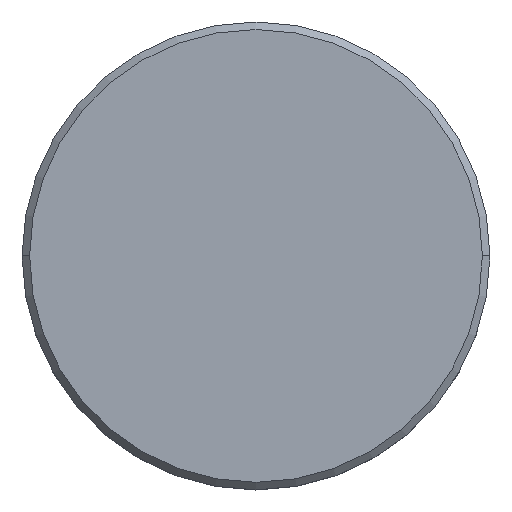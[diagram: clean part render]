
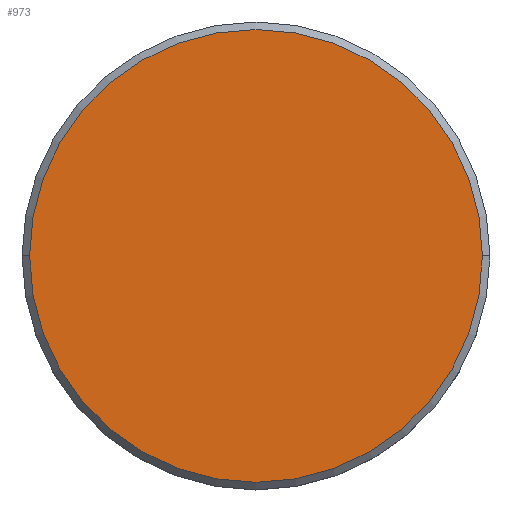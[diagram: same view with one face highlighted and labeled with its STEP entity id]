
A CAD part, top view. The second image highlights one B-rep face of the part: STEP entity #973.
In plain terms, the highlighted planar face has unit normal (0, 0, 1).
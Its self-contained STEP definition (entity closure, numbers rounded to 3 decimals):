
#6 = CARTESIAN_POINT ( 'NONE',  ( 0., 0., 0. ) ) ;
#10 = EDGE_CURVE ( 'NONE', #283, #386, #141, .T. ) ;
#26 = ORIENTED_EDGE ( 'NONE', *, *, #10, .T. ) ;
#141 = CIRCLE ( 'NONE', #938, 15. ) ;
#180 = DIRECTION ( 'NONE',  ( 0., 0., 1. ) ) ;
#219 = EDGE_CURVE ( 'NONE', #386, #283, #917, .T. ) ;
#269 = PLANE ( 'NONE',  #1123 ) ;
#283 = VERTEX_POINT ( 'NONE', #621 ) ;
#331 = DIRECTION ( 'NONE',  ( 1., 0., 0. ) ) ;
#334 = CARTESIAN_POINT ( 'NONE',  ( -15., 0., 0. ) ) ;
#374 = CARTESIAN_POINT ( 'NONE',  ( 0., 0., 0. ) ) ;
#386 = VERTEX_POINT ( 'NONE', #334 ) ;
#400 = DIRECTION ( 'NONE',  ( 1., 0., 0. ) ) ;
#555 = DIRECTION ( 'NONE',  ( 1., 0., 0. ) ) ;
#621 = CARTESIAN_POINT ( 'NONE',  ( 15., 0., 0. ) ) ;
#638 = CARTESIAN_POINT ( 'NONE',  ( 0., 0., 0. ) ) ;
#724 = FACE_OUTER_BOUND ( 'NONE', #1074, .T. ) ;
#738 = DIRECTION ( 'NONE',  ( 0., 0., 1. ) ) ;
#769 = ORIENTED_EDGE ( 'NONE', *, *, #219, .T. ) ;
#848 = DIRECTION ( 'NONE',  ( 0., 0., 1. ) ) ;
#917 = CIRCLE ( 'NONE', #1048, 15. ) ;
#938 = AXIS2_PLACEMENT_3D ( 'NONE', #374, #738, #331 ) ;
#973 = ADVANCED_FACE ( 'NONE', ( #724 ), #269, .T. ) ;
#1048 = AXIS2_PLACEMENT_3D ( 'NONE', #6, #848, #400 ) ;
#1074 = EDGE_LOOP ( 'NONE', ( #769, #26 ) ) ;
#1123 = AXIS2_PLACEMENT_3D ( 'NONE', #638, #180, #555 ) ;
